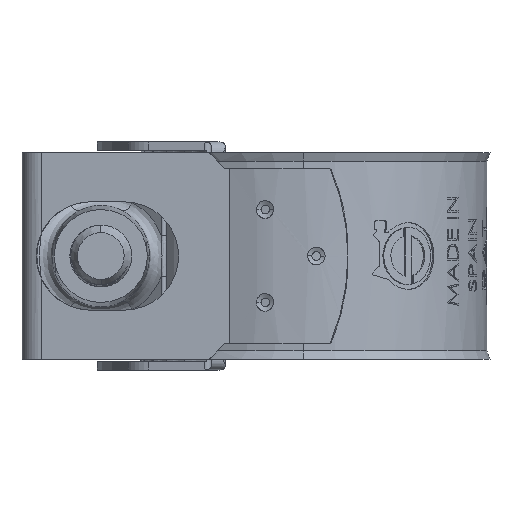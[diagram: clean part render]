
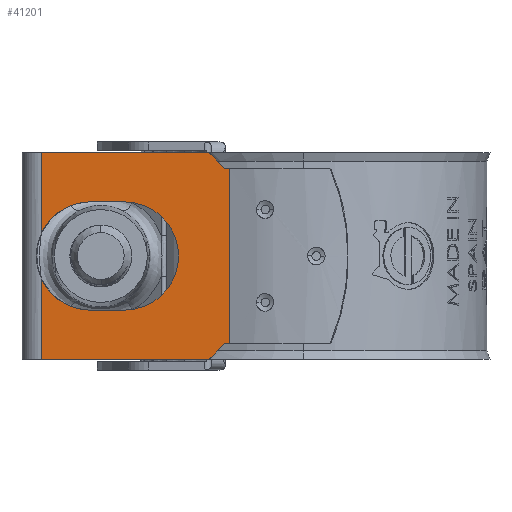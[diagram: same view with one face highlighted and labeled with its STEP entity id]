
A CAD part, left-side view. The second image highlights one B-rep face of the part: STEP entity #41201.
In plain terms, the highlighted planar face has unit normal (-0.999, 0.055, 0).
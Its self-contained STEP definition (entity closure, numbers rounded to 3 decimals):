
#1647 = EDGE_LOOP ( 'NONE', ( #25960, #25966, #26067, #26064, #26078, #26066, #26076, #26056, #26074, #26034, #26060, #26054, #26062, #25972, #25973 ) ) ;
#6403 = CARTESIAN_POINT ( 'NONE',  ( -16.497, 25.358, -20. ) ) ;
#6408 = CARTESIAN_POINT ( 'NONE',  ( -16.497, 25.358, -7.77 ) ) ;
#6409 = CARTESIAN_POINT ( 'NONE',  ( -17.5, 7.139, -18.5 ) ) ;
#6410 = CARTESIAN_POINT ( 'NONE',  ( -17.5, 7.139, -1.5 ) ) ;
#6413 = CARTESIAN_POINT ( 'NONE',  ( -16.94, 17.318, -15.25 ) ) ;
#6415 = CARTESIAN_POINT ( 'NONE',  ( -16.758, 20.613, -4.75 ) ) ;
#6416 = CARTESIAN_POINT ( 'NONE',  ( -16.497, 25.358, -12.23 ) ) ;
#6417 = CARTESIAN_POINT ( 'NONE',  ( -16.758, 20.613, -15.25 ) ) ;
#6419 = CARTESIAN_POINT ( 'NONE',  ( -17.473, 7.638, -1.5 ) ) ;
#6420 = CARTESIAN_POINT ( 'NONE',  ( -16.497, 25.358, 0. ) ) ;
#6421 = CARTESIAN_POINT ( 'NONE',  ( -17.39, 9.136, -20. ) ) ;
#6422 = CARTESIAN_POINT ( 'NONE',  ( -17.473, 7.638, -18.5 ) ) ;
#6425 = CARTESIAN_POINT ( 'NONE',  ( -17.39, 9.136, 0. ) ) ;
#11181 = LINE ( 'NONE', #48382, #11185 ) ;
#11185 = VECTOR ( 'NONE', #48362, 1000. ) ;
#11190 = CIRCLE ( 'NONE', #61016, 5.25 ) ;
#11196 = LINE ( 'NONE', #48489, #11201 ) ;
#11198 = CIRCLE ( 'NONE', #61015, 5.25 ) ;
#11200 = LINE ( 'NONE', #48495, #11207 ) ;
#11201 = VECTOR ( 'NONE', #48468, 1000. ) ;
#11203 = CIRCLE ( 'NONE', #61017, 5.25 ) ;
#11205 = LINE ( 'NONE', #48501, #11217 ) ;
#11207 = VECTOR ( 'NONE', #48493, 1000. ) ;
#11209 = LINE ( 'NONE', #48499, #11214 ) ;
#11214 = VECTOR ( 'NONE', #48494, 1000. ) ;
#11215 = LINE ( 'NONE', #48507, #11221 ) ;
#11217 = VECTOR ( 'NONE', #48506, 1000. ) ;
#11219 = LINE ( 'NONE', #48509, #11226 ) ;
#11221 = VECTOR ( 'NONE', #48508, 1000. ) ;
#11224 = LINE ( 'NONE', #48511, #11230 ) ;
#11226 = VECTOR ( 'NONE', #48510, 1000. ) ;
#11228 = LINE ( 'NONE', #48513, #11234 ) ;
#11230 = VECTOR ( 'NONE', #48512, 1000. ) ;
#11232 = LINE ( 'NONE', #48515, #11237 ) ;
#11234 = VECTOR ( 'NONE', #48514, 1000. ) ;
#11236 = LINE ( 'NONE', #48517, #11241 ) ;
#11237 = VECTOR ( 'NONE', #48516, 1000. ) ;
#11241 = VECTOR ( 'NONE', #48518, 1000. ) ;
#25960 = ORIENTED_EDGE ( 'NONE', *, *, #37449, .F. ) ;
#25966 = ORIENTED_EDGE ( 'NONE', *, *, #37450, .F. ) ;
#25972 = ORIENTED_EDGE ( 'NONE', *, *, #37460, .F. ) ;
#25973 = ORIENTED_EDGE ( 'NONE', *, *, #37461, .F. ) ;
#26034 = ORIENTED_EDGE ( 'NONE', *, *, #37457, .T. ) ;
#26054 = ORIENTED_EDGE ( 'NONE', *, *, #37458, .T. ) ;
#26056 = ORIENTED_EDGE ( 'NONE', *, *, #37455, .T. ) ;
#26060 = ORIENTED_EDGE ( 'NONE', *, *, #37436, .T. ) ;
#26062 = ORIENTED_EDGE ( 'NONE', *, *, #37459, .T. ) ;
#26064 = ORIENTED_EDGE ( 'NONE', *, *, #37451, .F. ) ;
#26066 = ORIENTED_EDGE ( 'NONE', *, *, #37453, .F. ) ;
#26067 = ORIENTED_EDGE ( 'NONE', *, *, #64537, .F. ) ;
#26074 = ORIENTED_EDGE ( 'NONE', *, *, #37456, .T. ) ;
#26076 = ORIENTED_EDGE ( 'NONE', *, *, #37454, .F. ) ;
#26078 = ORIENTED_EDGE ( 'NONE', *, *, #37452, .F. ) ;
#28805 = VERTEX_POINT ( 'NONE', #6403 ) ;
#28816 = VERTEX_POINT ( 'NONE', #6408 ) ;
#28818 = VERTEX_POINT ( 'NONE', #6409 ) ;
#28820 = VERTEX_POINT ( 'NONE', #6410 ) ;
#28827 = VERTEX_POINT ( 'NONE', #6413 ) ;
#28831 = VERTEX_POINT ( 'NONE', #6415 ) ;
#28833 = VERTEX_POINT ( 'NONE', #6416 ) ;
#28836 = VERTEX_POINT ( 'NONE', #6417 ) ;
#28840 = VERTEX_POINT ( 'NONE', #6419 ) ;
#28842 = VERTEX_POINT ( 'NONE', #6420 ) ;
#28845 = VERTEX_POINT ( 'NONE', #6421 ) ;
#28847 = VERTEX_POINT ( 'NONE', #6422 ) ;
#28851 = VERTEX_POINT ( 'NONE', #6425 ) ;
#30840 = VERTEX_POINT ( 'NONE', #52669 ) ;
#30842 = VERTEX_POINT ( 'NONE', #52670 ) ;
#34996 = AXIS2_PLACEMENT_3D ( 'NONE', #45251, #45255, #45256 ) ;
#35369 = AXIS2_PLACEMENT_3D ( 'NONE', #57664, #57666, #57668 ) ;
#37436 = EDGE_CURVE ( 'NONE', #28818, #28820, #11181, .T. ) ;
#37449 = EDGE_CURVE ( 'NONE', #28831, #28816, #11198, .T. ) ;
#37450 = EDGE_CURVE ( 'NONE', #30842, #28831, #11196, .T. ) ;
#37451 = EDGE_CURVE ( 'NONE', #28827, #30840, #11190, .T. ) ;
#37452 = EDGE_CURVE ( 'NONE', #28836, #28827, #11200, .T. ) ;
#37453 = EDGE_CURVE ( 'NONE', #28833, #28836, #11203, .T. ) ;
#37454 = EDGE_CURVE ( 'NONE', #28805, #28833, #11209, .T. ) ;
#37455 = EDGE_CURVE ( 'NONE', #28805, #28845, #11205, .T. ) ;
#37456 = EDGE_CURVE ( 'NONE', #28845, #28847, #11215, .T. ) ;
#37457 = EDGE_CURVE ( 'NONE', #28847, #28818, #11219, .T. ) ;
#37458 = EDGE_CURVE ( 'NONE', #28820, #28840, #11224, .T. ) ;
#37459 = EDGE_CURVE ( 'NONE', #28840, #28851, #11228, .T. ) ;
#37460 = EDGE_CURVE ( 'NONE', #28842, #28851, #11232, .T. ) ;
#37461 = EDGE_CURVE ( 'NONE', #28816, #28842, #11236, .T. ) ;
#41201 = ADVANCED_FACE ( 'NONE', ( #43238 ), #45253, .T. ) ;
#43238 = FACE_OUTER_BOUND ( 'NONE', #1647, .T. ) ;
#45251 = CARTESIAN_POINT ( 'NONE',  ( -16.497, 25.358, -20. ) ) ;
#45253 = PLANE ( 'NONE',  #34996 ) ;
#45255 = DIRECTION ( 'NONE',  ( -0.998, 0.055, 0. ) ) ;
#45256 = DIRECTION ( 'NONE',  ( -0.055, -0.998, 0. ) ) ;
#48362 = DIRECTION ( 'NONE',  ( 0., 0., 1. ) ) ;
#48382 = CARTESIAN_POINT ( 'NONE',  ( -17.5, 7.139, -20. ) ) ;
#48468 = DIRECTION ( 'NONE',  ( 0.055, 0.998, 0. ) ) ;
#48489 = CARTESIAN_POINT ( 'NONE',  ( -16.94, 17.318, -4.75 ) ) ;
#48490 = CARTESIAN_POINT ( 'NONE',  ( -16.758, 20.613, -10. ) ) ;
#48491 = DIRECTION ( 'NONE',  ( -0.998, 0.055, 0. ) ) ;
#48492 = DIRECTION ( 'NONE',  ( -0.055, -0.998, 0. ) ) ;
#48493 = DIRECTION ( 'NONE',  ( -0.055, -0.998, 0. ) ) ;
#48494 = DIRECTION ( 'NONE',  ( 0., 0., 1. ) ) ;
#48495 = CARTESIAN_POINT ( 'NONE',  ( -16.94, 17.318, -15.25 ) ) ;
#48496 = CARTESIAN_POINT ( 'NONE',  ( -16.94, 17.318, -10. ) ) ;
#48497 = DIRECTION ( 'NONE',  ( -0.998, 0.055, 0. ) ) ;
#48498 = DIRECTION ( 'NONE',  ( -0.055, -0.998, 0. ) ) ;
#48499 = CARTESIAN_POINT ( 'NONE',  ( -16.497, 25.358, -20. ) ) ;
#48501 = CARTESIAN_POINT ( 'NONE',  ( -16.497, 25.358, -20. ) ) ;
#48502 = CARTESIAN_POINT ( 'NONE',  ( -16.758, 20.613, -10. ) ) ;
#48503 = DIRECTION ( 'NONE',  ( -0.998, 0.055, 0. ) ) ;
#48504 = DIRECTION ( 'NONE',  ( -0.055, -0.998, 0. ) ) ;
#48506 = DIRECTION ( 'NONE',  ( -0.055, -0.998, 0. ) ) ;
#48507 = CARTESIAN_POINT ( 'NONE',  ( -17.414, 8.693, -19.556 ) ) ;
#48508 = DIRECTION ( 'NONE',  ( -0.039, -0.706, 0.707 ) ) ;
#48509 = CARTESIAN_POINT ( 'NONE',  ( -17.521, 6.753, -18.5 ) ) ;
#48510 = DIRECTION ( 'NONE',  ( -0.055, -0.998, 0. ) ) ;
#48511 = CARTESIAN_POINT ( 'NONE',  ( -17.521, 6.753, -1.5 ) ) ;
#48512 = DIRECTION ( 'NONE',  ( 0.055, 0.998, 0. ) ) ;
#48513 = CARTESIAN_POINT ( 'NONE',  ( -17.414, 8.693, -0.444 ) ) ;
#48514 = DIRECTION ( 'NONE',  ( 0.039, 0.706, 0.707 ) ) ;
#48515 = CARTESIAN_POINT ( 'NONE',  ( -16.497, 25.358, 0. ) ) ;
#48516 = DIRECTION ( 'NONE',  ( -0.055, -0.998, 0. ) ) ;
#48517 = CARTESIAN_POINT ( 'NONE',  ( -16.497, 25.358, -20. ) ) ;
#48518 = DIRECTION ( 'NONE',  ( 0., 0., 1. ) ) ;
#52669 = CARTESIAN_POINT ( 'NONE',  ( -17.228, 12.075, -10. ) ) ;
#52670 = CARTESIAN_POINT ( 'NONE',  ( -16.94, 17.318, -4.75 ) ) ;
#53909 = CIRCLE ( 'NONE', #35369, 5.25 ) ;
#57664 = CARTESIAN_POINT ( 'NONE',  ( -16.94, 17.318, -10. ) ) ;
#57666 = DIRECTION ( 'NONE',  ( -0.998, 0.055, 0. ) ) ;
#57668 = DIRECTION ( 'NONE',  ( -0.055, -0.998, 0. ) ) ;
#61015 = AXIS2_PLACEMENT_3D ( 'NONE', #48490, #48491, #48492 ) ;
#61016 = AXIS2_PLACEMENT_3D ( 'NONE', #48496, #48497, #48498 ) ;
#61017 = AXIS2_PLACEMENT_3D ( 'NONE', #48502, #48503, #48504 ) ;
#64537 = EDGE_CURVE ( 'NONE', #30840, #30842, #53909, .T. ) ;
